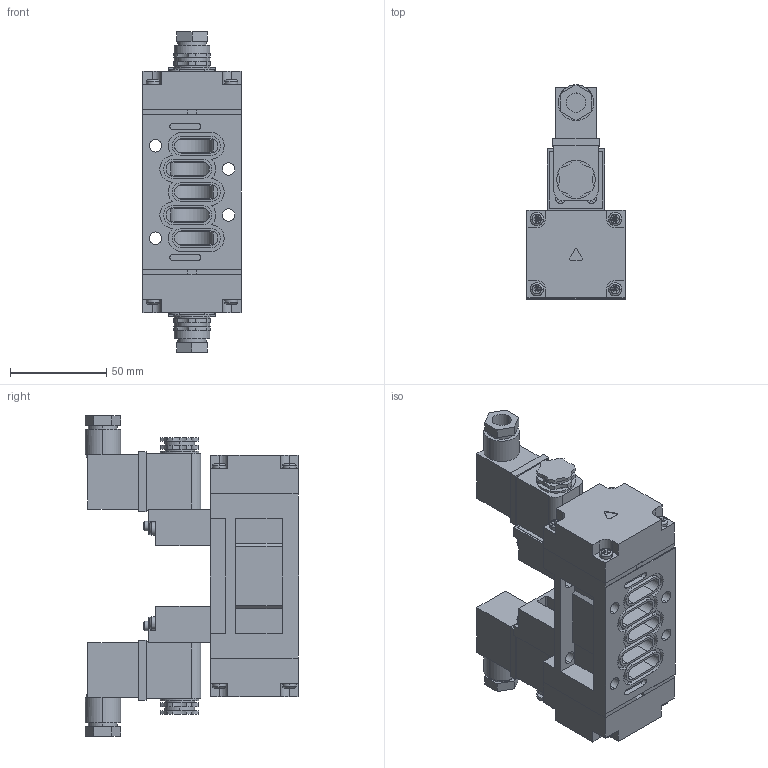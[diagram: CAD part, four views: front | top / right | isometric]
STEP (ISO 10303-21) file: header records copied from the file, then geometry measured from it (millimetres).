
FILE_DESCRIPTION (( 'STEP AP203' ), '1' );
FILE_NAME ('SIV520-IP-SC2-CD2.STEP', '2016-01-05T06:17:09', ( 'yrd8' ), ( '' ), 'SwSTEP 2.0', 'SolidWorks 2008', '' );
FILE_SCHEMA (( 'CONFIG_CONTROL_DESIGN' ));
Length unit declared in the file: millimetre
Products named in the file (5): SIV520-IP-SC2-CD2; SIV500 Body_晦獄; SIV500 Semi Pilot_晦獄; SIV500 Pilot; CN2_ル遽
Assembly tree (7 placements, depth 2):
  SIV520-IP-SC2-CD2
    SIV500 Pilot  x2
    SIV500 Semi Pilot_晦獄  x2
    SIV500 Body_晦獄
    CN2_ル遽  x2
Bounding box: 51 x 111.2 x 166.5 mm (x, y, z)
Volume: 347029 mm3; surface area: 87989.5 mm2
Topology: 7 solids, 7 shells, 965 faces, 2409 edges, 1562 vertices
Faces by surface type: plane 586, cylinder 309, cone 40, torus 24, bspline 4, sphere 2
Entity records: 18520 total; most frequent: CARTESIAN_POINT 4187, DIRECTION 2877, ORIENTED_EDGE 2830, EDGE_CURVE 1415, AXIS2_PLACEMENT_3D 973, LINE 931, VECTOR 931, VERTEX_POINT 922
